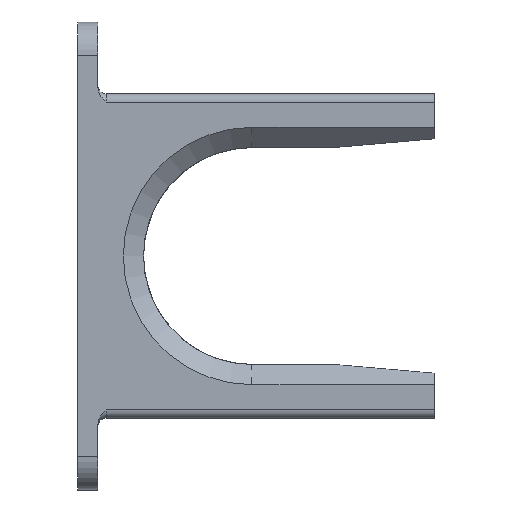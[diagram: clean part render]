
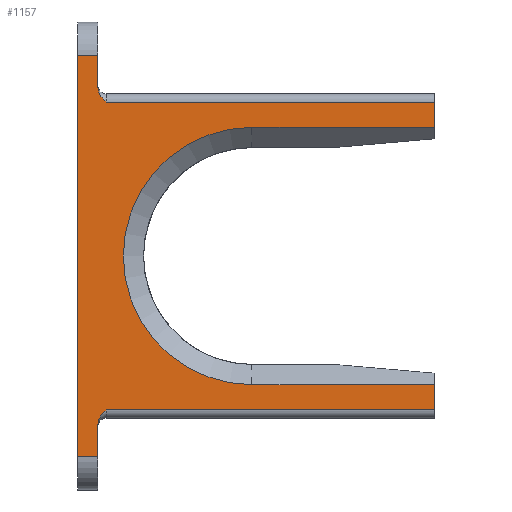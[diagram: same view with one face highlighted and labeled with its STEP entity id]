
A CAD part, front view. The second image highlights one B-rep face of the part: STEP entity #1157.
In plain terms, the highlighted planar face has unit normal (0, -1, 0).
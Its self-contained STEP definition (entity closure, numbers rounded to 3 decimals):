
#71=DIRECTION('',(0.,0.,-1.));
#72=VECTOR('',#71,99.);
#73=CARTESIAN_POINT('',(0.,-8.25,49.5));
#74=LINE('',#73,#72);
#130=DIRECTION('',(0.,0.,-1.));
#131=VECTOR('',#130,8.036);
#132=CARTESIAN_POINT('',(5.,-8.25,-41.464));
#133=LINE('',#132,#131);
#148=DIRECTION('',(0.,0.,-1.));
#149=VECTOR('',#148,8.036);
#150=CARTESIAN_POINT('',(5.,-8.25,49.5));
#151=LINE('',#150,#149);
#184=CARTESIAN_POINT('',(5.,-8.25,41.464));
#185=CARTESIAN_POINT('',(5.,-8.25,41.253));
#186=CARTESIAN_POINT('',(5.049,-8.25,40.82));
#187=CARTESIAN_POINT('',(5.293,-8.25,40.116));
#188=CARTESIAN_POINT('',(5.715,-8.25,39.406));
#189=CARTESIAN_POINT('',(6.296,-8.25,38.705));
#190=CARTESIAN_POINT('',(6.758,-8.25,38.242));
#191=CARTESIAN_POINT('',(7.,-8.25,38.));
#193=DIRECTION('',(-1.,0.,0.));
#194=VECTOR('',#193,81.);
#195=CARTESIAN_POINT('',(88.,-8.25,38.));
#196=LINE('',#195,#194);
#197=DIRECTION('',(-1.,0.,0.));
#198=VECTOR('',#197,45.);
#199=CARTESIAN_POINT('',(88.,-8.25,31.75));
#200=LINE('',#199,#198);
#201=CARTESIAN_POINT('',(43.,-8.25,0.));
#202=DIRECTION('',(0.,-1.,0.));
#203=DIRECTION('',(0.,0.,1.));
#204=AXIS2_PLACEMENT_3D('',#201,#202,#203);
#206=DIRECTION('',(-1.,0.,0.));
#207=VECTOR('',#206,45.);
#208=CARTESIAN_POINT('',(88.,-8.25,-31.75));
#209=LINE('',#208,#207);
#210=DIRECTION('',(-1.,0.,0.));
#211=VECTOR('',#210,81.);
#212=CARTESIAN_POINT('',(88.,-8.25,-38.));
#213=LINE('',#212,#211);
#214=CARTESIAN_POINT('',(7.,-8.25,-38.));
#215=CARTESIAN_POINT('',(6.758,-8.25,-38.242));
#216=CARTESIAN_POINT('',(6.296,-8.25,-38.705));
#217=CARTESIAN_POINT('',(5.715,-8.25,-39.406));
#218=CARTESIAN_POINT('',(5.293,-8.25,-40.116));
#219=CARTESIAN_POINT('',(5.049,-8.25,-40.82));
#220=CARTESIAN_POINT('',(5.,-8.25,-41.253));
#221=CARTESIAN_POINT('',(5.,-8.25,-41.464));
#223=DIRECTION('',(1.,0.,0.));
#224=VECTOR('',#223,5.);
#225=CARTESIAN_POINT('',(0.,-8.25,49.5));
#226=LINE('',#225,#224);
#321=DIRECTION('',(1.,0.,0.));
#322=VECTOR('',#321,5.);
#323=CARTESIAN_POINT('',(0.,-8.25,-49.5));
#324=LINE('',#323,#322);
#377=DIRECTION('',(0.,0.,-1.));
#378=VECTOR('',#377,6.25);
#379=CARTESIAN_POINT('',(88.,-8.25,38.));
#380=LINE('',#379,#378);
#415=DIRECTION('',(0.,0.,-1.));
#416=VECTOR('',#415,6.25);
#417=CARTESIAN_POINT('',(88.,-8.25,-31.75));
#418=LINE('',#417,#416);
#794=CARTESIAN_POINT('',(0.,-8.25,49.5));
#796=VERTEX_POINT('',#794);
#797=CARTESIAN_POINT('',(0.,-8.25,-49.5));
#798=VERTEX_POINT('',#797);
#810=CARTESIAN_POINT('',(5.,-8.25,49.5));
#812=VERTEX_POINT('',#810);
#813=CARTESIAN_POINT('',(5.,-8.25,-49.5));
#815=VERTEX_POINT('',#813);
#823=CARTESIAN_POINT('',(88.,-8.25,31.75));
#824=CARTESIAN_POINT('',(43.,-8.25,31.75));
#825=VERTEX_POINT('',#823);
#826=VERTEX_POINT('',#824);
#827=CARTESIAN_POINT('',(43.,-8.25,-31.75));
#828=VERTEX_POINT('',#827);
#829=CARTESIAN_POINT('',(88.,-8.25,-31.75));
#830=VERTEX_POINT('',#829);
#855=CARTESIAN_POINT('',(88.,-8.25,-38.));
#857=VERTEX_POINT('',#855);
#859=CARTESIAN_POINT('',(7.,-8.25,-38.));
#860=VERTEX_POINT('',#859);
#861=CARTESIAN_POINT('',(5.,-8.25,-41.464));
#862=VERTEX_POINT('',#861);
#866=CARTESIAN_POINT('',(88.,-8.25,38.));
#868=VERTEX_POINT('',#866);
#869=CARTESIAN_POINT('',(7.,-8.25,38.));
#870=VERTEX_POINT('',#869);
#885=CARTESIAN_POINT('',(5.,-8.25,41.464));
#886=VERTEX_POINT('',#885);
#1126=CARTESIAN_POINT('',(0.,-8.25,49.5));
#1127=DIRECTION('',(0.,-1.,0.));
#1128=DIRECTION('',(0.,0.,-1.));
#1129=AXIS2_PLACEMENT_3D('',#1126,#1127,#1128);
#1130=PLANE('',#1129);
#1131=ORIENTED_EDGE('',*,*,#1056,.T.);
#1133=ORIENTED_EDGE('',*,*,#1132,.T.);
#1135=ORIENTED_EDGE('',*,*,#1134,.F.);
#1137=ORIENTED_EDGE('',*,*,#1136,.T.);
#1139=ORIENTED_EDGE('',*,*,#1138,.T.);
#1141=ORIENTED_EDGE('',*,*,#1140,.T.);
#1143=ORIENTED_EDGE('',*,*,#1142,.F.);
#1145=ORIENTED_EDGE('',*,*,#1144,.T.);
#1147=ORIENTED_EDGE('',*,*,#1146,.T.);
#1148=ORIENTED_EDGE('',*,*,#1118,.T.);
#1149=ORIENTED_EDGE('',*,*,#1034,.T.);
#1151=ORIENTED_EDGE('',*,*,#1150,.F.);
#1152=ORIENTED_EDGE('',*,*,#972,.F.);
#1154=ORIENTED_EDGE('',*,*,#1153,.T.);
#1155=EDGE_LOOP('',(#1131,#1133,#1135,#1137,#1139,#1141,#1143,#1145,#1147,#1148,
#1149,#1151,#1152,#1154));
#1156=FACE_OUTER_BOUND('',#1155,.F.);
#1157=ADVANCED_FACE('',(#1156),#1130,.T.);
#192=B_SPLINE_CURVE_WITH_KNOTS('',3,(#184,#185,#186,#187,#188,#189,#190,#191),
.UNSPECIFIED.,.F.,.F.,(4,1,1,1,1,4),(0.,0.2,0.4,0.6,0.8,1.),
.UNSPECIFIED.);
#205=CIRCLE('',#204,31.75);
#222=B_SPLINE_CURVE_WITH_KNOTS('',3,(#214,#215,#216,#217,#218,#219,#220,#221),
.UNSPECIFIED.,.F.,.F.,(4,1,1,1,1,4),(0.,0.2,0.4,0.6,0.8,1.),
.UNSPECIFIED.);
#972=EDGE_CURVE('',#796,#798,#74,.T.);
#1034=EDGE_CURVE('',#862,#815,#133,.T.);
#1056=EDGE_CURVE('',#812,#886,#151,.T.);
#1118=EDGE_CURVE('',#860,#862,#222,.T.);
#1132=EDGE_CURVE('',#886,#870,#192,.T.);
#1134=EDGE_CURVE('',#868,#870,#196,.T.);
#1136=EDGE_CURVE('',#868,#825,#380,.T.);
#1138=EDGE_CURVE('',#825,#826,#200,.T.);
#1140=EDGE_CURVE('',#826,#828,#205,.T.);
#1142=EDGE_CURVE('',#830,#828,#209,.T.);
#1144=EDGE_CURVE('',#830,#857,#418,.T.);
#1146=EDGE_CURVE('',#857,#860,#213,.T.);
#1150=EDGE_CURVE('',#798,#815,#324,.T.);
#1153=EDGE_CURVE('',#796,#812,#226,.T.);
